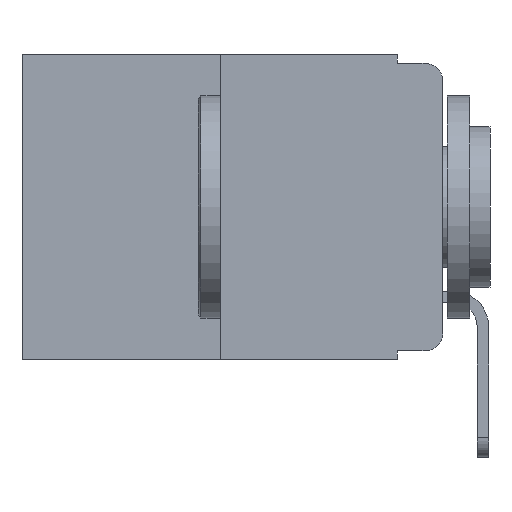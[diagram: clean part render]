
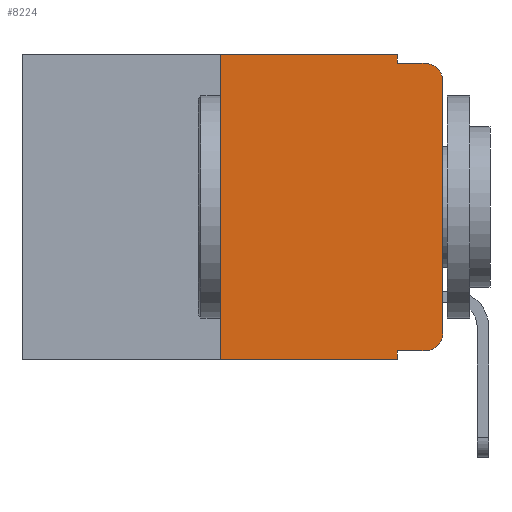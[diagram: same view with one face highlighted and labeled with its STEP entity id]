
A CAD part, left-side view. The second image highlights one B-rep face of the part: STEP entity #8224.
In plain terms, the highlighted planar face has unit normal (-1, 0, 0).
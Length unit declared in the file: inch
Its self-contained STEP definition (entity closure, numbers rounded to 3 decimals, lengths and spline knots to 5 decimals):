
#168 = ORIENTED_EDGE ( 'NONE', *, *, #10941, .F. ) ;
#220 = LINE ( 'NONE', #1648, #11044 ) ;
#586 = ORIENTED_EDGE ( 'NONE', *, *, #11004, .F. ) ;
#713 = VERTEX_POINT ( 'NONE', #839 ) ;
#839 = CARTESIAN_POINT ( 'NONE',  ( 0., 0., -0.03 ) ) ;
#1033 = VECTOR ( 'NONE', #8284, 39.37008 ) ;
#1135 = ORIENTED_EDGE ( 'NONE', *, *, #5001, .F. ) ;
#1500 = ORIENTED_EDGE ( 'NONE', *, *, #10322, .T. ) ;
#1648 = CARTESIAN_POINT ( 'NONE',  ( 0., 0.473, -0.343 ) ) ;
#1692 = VERTEX_POINT ( 'NONE', #12513 ) ;
#2049 = VERTEX_POINT ( 'NONE', #2918 ) ;
#2111 = CARTESIAN_POINT ( 'NONE',  ( 0., 0.473, 0. ) ) ;
#2250 = CARTESIAN_POINT ( 'NONE',  ( 0., 0.02, -0.01 ) ) ;
#2278 = ORIENTED_EDGE ( 'NONE', *, *, #11167, .F. ) ;
#2305 = CARTESIAN_POINT ( 'NONE',  ( 0., 0., 0. ) ) ;
#2918 = CARTESIAN_POINT ( 'NONE',  ( 0., 0., -0.313 ) ) ;
#3024 = LINE ( 'NONE', #3415, #8375 ) ;
#3251 = VERTEX_POINT ( 'NONE', #5195 ) ;
#3415 = CARTESIAN_POINT ( 'NONE',  ( 0., 0.051, -0.333 ) ) ;
#3439 = VERTEX_POINT ( 'NONE', #10525 ) ;
#3528 = DIRECTION ( 'NONE',  ( -1., 0., 0. ) ) ;
#3609 = AXIS2_PLACEMENT_3D ( 'NONE', #9520, #6640, #13196 ) ;
#3622 = LINE ( 'NONE', #6386, #8525 ) ;
#3778 = ORIENTED_EDGE ( 'NONE', *, *, #10631, .T. ) ;
#4245 = DIRECTION ( 'NONE',  ( 0., 0., 1. ) ) ;
#4586 = VECTOR ( 'NONE', #8610, 39.37008 ) ;
#4721 = ORIENTED_EDGE ( 'NONE', *, *, #10779, .F. ) ;
#5001 = EDGE_CURVE ( 'NONE', #9100, #12092, #12628, .T. ) ;
#5195 = CARTESIAN_POINT ( 'NONE',  ( 0., 0.051, -0.343 ) ) ;
#5588 = PLANE ( 'NONE',  #3609 ) ;
#6062 = VERTEX_POINT ( 'NONE', #2250 ) ;
#6284 = DIRECTION ( 'NONE',  ( 0., -1., 0. ) ) ;
#6349 = EDGE_LOOP ( 'NONE', ( #3778, #7419, #4721, #168, #1135, #586, #1500, #2278, #7691, #8928 ) ) ;
#6386 = CARTESIAN_POINT ( 'NONE',  ( 0., 0.25, 0. ) ) ;
#6640 = DIRECTION ( 'NONE',  ( 1., 0., 0. ) ) ;
#6673 = LINE ( 'NONE', #13192, #11446 ) ;
#6687 = LINE ( 'NONE', #11802, #11458 ) ;
#6848 = LINE ( 'NONE', #2305, #10749 ) ;
#6996 = DIRECTION ( 'NONE',  ( -1., 0., 0. ) ) ;
#7307 = CIRCLE ( 'NONE', #13317, 0.02 ) ;
#7419 = ORIENTED_EDGE ( 'NONE', *, *, #10710, .T. ) ;
#7691 = ORIENTED_EDGE ( 'NONE', *, *, #11230, .T. ) ;
#8224 = ADVANCED_FACE ( 'NONE', ( #10476 ), #5588, .F. ) ;
#8284 = DIRECTION ( 'NONE',  ( 0., 0., -1. ) ) ;
#8375 = VECTOR ( 'NONE', #12352, 39.37008 ) ;
#8525 = VECTOR ( 'NONE', #4245, 39.37008 ) ;
#8577 = DIRECTION ( 'NONE',  ( 0., 0., -1. ) ) ;
#8610 = DIRECTION ( 'NONE',  ( 0., -1., 0. ) ) ;
#8623 = VERTEX_POINT ( 'NONE', #13448 ) ;
#8928 = ORIENTED_EDGE ( 'NONE', *, *, #11318, .T. ) ;
#9100 = VERTEX_POINT ( 'NONE', #11447 ) ;
#9191 = CARTESIAN_POINT ( 'NONE',  ( 0., 0.051, 0. ) ) ;
#9520 = CARTESIAN_POINT ( 'NONE',  ( 0., 0.473, 0. ) ) ;
#9690 = CARTESIAN_POINT ( 'NONE',  ( 0., 0.02, -0.313 ) ) ;
#9765 = DIRECTION ( 'NONE',  ( 0., 0., 1. ) ) ;
#10027 = LINE ( 'NONE', #9191, #1033 ) ;
#10322 = EDGE_CURVE ( 'NONE', #3439, #3251, #220, .T. ) ;
#10476 = FACE_OUTER_BOUND ( 'NONE', #6349, .T. ) ;
#10525 = CARTESIAN_POINT ( 'NONE',  ( 0., 0.25, -0.343 ) ) ;
#10631 = EDGE_CURVE ( 'NONE', #2049, #713, #6848, .T. ) ;
#10636 = DIRECTION ( 'NONE',  ( 0., 0., -1. ) ) ;
#10710 = EDGE_CURVE ( 'NONE', #713, #6062, #7307, .T. ) ;
#10749 = VECTOR ( 'NONE', #9765, 39.37008 ) ;
#10779 = EDGE_CURVE ( 'NONE', #11127, #6062, #6687, .T. ) ;
#10941 = EDGE_CURVE ( 'NONE', #12092, #11127, #10027, .T. ) ;
#11004 = EDGE_CURVE ( 'NONE', #3439, #9100, #3622, .T. ) ;
#11044 = VECTOR ( 'NONE', #6284, 39.37008 ) ;
#11127 = VERTEX_POINT ( 'NONE', #11350 ) ;
#11167 = EDGE_CURVE ( 'NONE', #8623, #3251, #6673, .T. ) ;
#11219 = CARTESIAN_POINT ( 'NONE',  ( 0., 0.051, 0. ) ) ;
#11230 = EDGE_CURVE ( 'NONE', #8623, #1692, #3024, .T. ) ;
#11318 = EDGE_CURVE ( 'NONE', #1692, #2049, #12981, .T. ) ;
#11350 = CARTESIAN_POINT ( 'NONE',  ( 0., 0.051, -0.01 ) ) ;
#11446 = VECTOR ( 'NONE', #8577, 39.37008 ) ;
#11447 = CARTESIAN_POINT ( 'NONE',  ( 0., 0.25, 0. ) ) ;
#11458 = VECTOR ( 'NONE', #12688, 39.37008 ) ;
#11802 = CARTESIAN_POINT ( 'NONE',  ( 0., 0.051, -0.01 ) ) ;
#12092 = VERTEX_POINT ( 'NONE', #11219 ) ;
#12352 = DIRECTION ( 'NONE',  ( 0., -1., 0. ) ) ;
#12513 = CARTESIAN_POINT ( 'NONE',  ( 0., 0.02, -0.333 ) ) ;
#12619 = CARTESIAN_POINT ( 'NONE',  ( 0., 0.02, -0.03 ) ) ;
#12628 = LINE ( 'NONE', #2111, #4586 ) ;
#12688 = DIRECTION ( 'NONE',  ( 0., -1., 0. ) ) ;
#12936 = AXIS2_PLACEMENT_3D ( 'NONE', #9690, #3528, #10636 ) ;
#12981 = CIRCLE ( 'NONE', #12936, 0.02 ) ;
#13192 = CARTESIAN_POINT ( 'NONE',  ( 0., 0.051, 0. ) ) ;
#13196 = DIRECTION ( 'NONE',  ( 0., 0., -1. ) ) ;
#13317 = AXIS2_PLACEMENT_3D ( 'NONE', #12619, #6996, #13493 ) ;
#13448 = CARTESIAN_POINT ( 'NONE',  ( 0., 0.051, -0.333 ) ) ;
#13493 = DIRECTION ( 'NONE',  ( 0., 0., -1. ) ) ;
